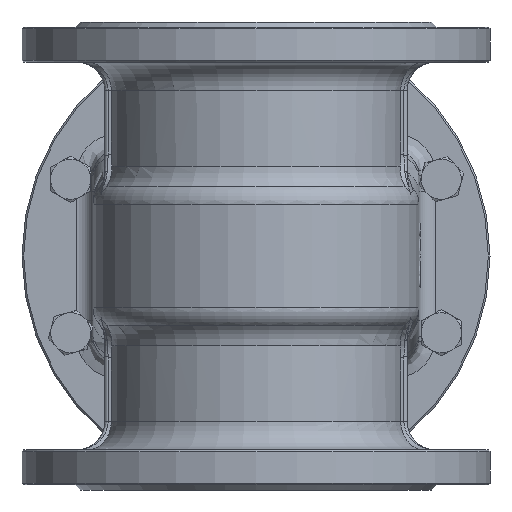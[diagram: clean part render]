
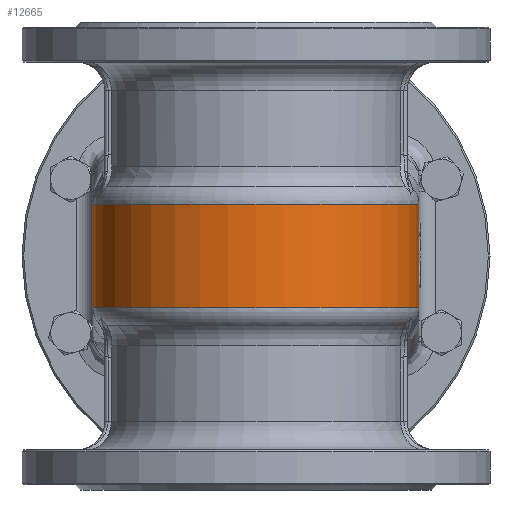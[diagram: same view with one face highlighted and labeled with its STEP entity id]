
A CAD part, front view. The second image highlights one B-rep face of the part: STEP entity #12665.
In plain terms, the highlighted cylindrical face has radius 97.5 mm (diameter 195 mm), a partial arc.
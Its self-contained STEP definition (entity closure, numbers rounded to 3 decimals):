
#1468=LINE('',#21646,#2177);
#1631=LINE('',#22533,#2340);
#2177=VECTOR('',#16187,10.);
#2340=VECTOR('',#16588,10.);
#2722=CYLINDRICAL_SURFACE('',#14076,97.5);
#3320=FACE_OUTER_BOUND('',#4160,.T.);
#4160=EDGE_LOOP('',(#10777,#10778,#10779,#10780));
#4776=CIRCLE('',#13888,97.5);
#4852=CIRCLE('',#14023,97.5);
#5552=VERTEX_POINT('',#21643);
#5553=VERTEX_POINT('',#21645);
#5720=VERTEX_POINT('',#22530);
#5721=VERTEX_POINT('',#22532);
#6975=EDGE_CURVE('',#5552,#5553,#1468,.T.);
#7230=EDGE_CURVE('',#5721,#5720,#1631,.T.);
#7324=EDGE_CURVE('',#5720,#5553,#4776,.T.);
#7504=EDGE_CURVE('',#5721,#5552,#4852,.T.);
#10777=ORIENTED_EDGE('',*,*,#7504,.F.);
#10778=ORIENTED_EDGE('',*,*,#7230,.T.);
#10779=ORIENTED_EDGE('',*,*,#7324,.T.);
#10780=ORIENTED_EDGE('',*,*,#6975,.F.);
#12665=ADVANCED_FACE('',(#3320),#2722,.T.);
#13888=AXIS2_PLACEMENT_3D('',#23407,#16720,#16721);
#14023=AXIS2_PLACEMENT_3D('',#24929,#17034,#17035);
#14076=AXIS2_PLACEMENT_3D('',#25529,#17152,#17153);
#16187=DIRECTION('',(0.,0.,1.));
#16588=DIRECTION('',(0.,0.,1.));
#16720=DIRECTION('center_axis',(0.,0.,-1.));
#16721=DIRECTION('ref_axis',(0.,-1.,0.));
#17034=DIRECTION('center_axis',(0.,0.,-1.));
#17035=DIRECTION('ref_axis',(0.,-1.,0.));
#17152=DIRECTION('center_axis',(0.,0.,-1.));
#17153=DIRECTION('ref_axis',(1.,0.,0.));
#21643=CARTESIAN_POINT('',(-97.5,0.,109.));
#21645=CARTESIAN_POINT('',(-97.5,0.,171.));
#21646=CARTESIAN_POINT('',(-97.5,0.,140.));
#22530=CARTESIAN_POINT('',(97.5,0.,171.));
#22532=CARTESIAN_POINT('',(97.5,0.,109.));
#22533=CARTESIAN_POINT('',(97.5,0.,140.));
#23407=CARTESIAN_POINT('Origin',(0.,0.,171.));
#24929=CARTESIAN_POINT('Origin',(0.,0.,109.));
#25529=CARTESIAN_POINT('Origin',(0.,0.,140.));
